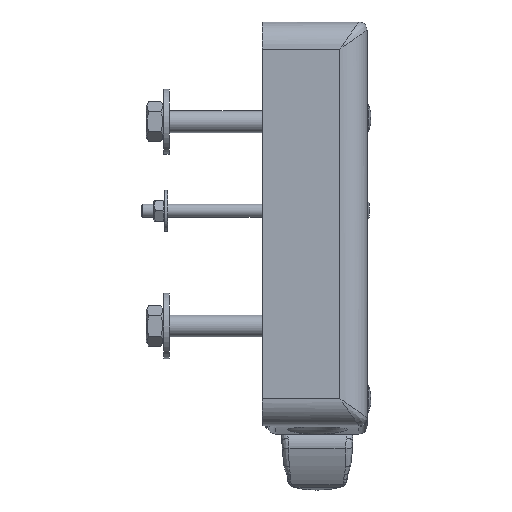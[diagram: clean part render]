
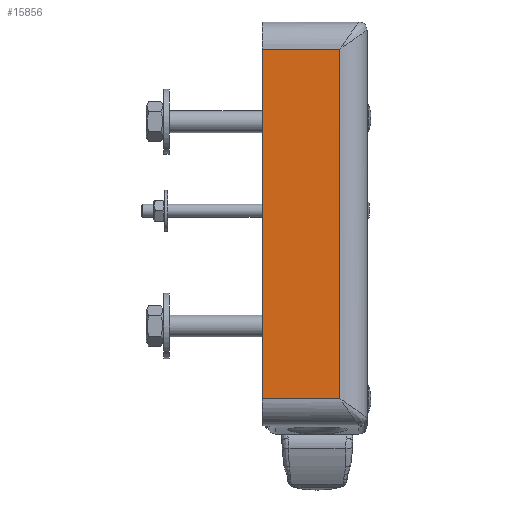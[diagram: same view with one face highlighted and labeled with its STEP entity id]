
A CAD part, front view. The second image highlights one B-rep face of the part: STEP entity #15856.
In plain terms, the highlighted planar face has unit normal (0, -1, 0).
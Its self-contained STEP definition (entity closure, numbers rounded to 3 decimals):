
#891=PLANE('',#16790);
#1385=FACE_OUTER_BOUND('',#2236,.T.);
#2236=EDGE_LOOP('',(#10695,#10696,#10697,#10698));
#3180=LINE('',#24116,#4187);
#3185=LINE('',#24208,#4192);
#3188=LINE('',#24214,#4195);
#3190=LINE('',#24217,#4197);
#4187=VECTOR('',#19009,10.);
#4192=VECTOR('',#19032,10.);
#4195=VECTOR('',#19041,10.);
#4197=VECTOR('',#19045,10.);
#6212=VERTEX_POINT('',#24113);
#6213=VERTEX_POINT('',#24115);
#6219=VERTEX_POINT('',#24164);
#6221=VERTEX_POINT('',#24204);
#7952=EDGE_CURVE('',#6212,#6213,#3180,.T.);
#7964=EDGE_CURVE('',#6219,#6221,#3185,.T.);
#7968=EDGE_CURVE('',#6221,#6213,#3188,.T.);
#7970=EDGE_CURVE('',#6212,#6219,#3190,.T.);
#10695=ORIENTED_EDGE('',*,*,#7964,.T.);
#10696=ORIENTED_EDGE('',*,*,#7968,.T.);
#10697=ORIENTED_EDGE('',*,*,#7952,.F.);
#10698=ORIENTED_EDGE('',*,*,#7970,.T.);
#15856=ADVANCED_FACE('',(#1385),#891,.F.);
#16790=AXIS2_PLACEMENT_3D('',#24218,#19046,#19047);
#19009=DIRECTION('',(0.,0.,1.));
#19032=DIRECTION('',(0.,0.,1.));
#19041=DIRECTION('',(-1.,0.,0.));
#19045=DIRECTION('',(1.,0.,0.));
#19046=DIRECTION('center_axis',(0.,1.,0.));
#19047=DIRECTION('ref_axis',(0.,0.,1.));
#24113=CARTESIAN_POINT('',(-20.25,-14.5,-60.175));
#24115=CARTESIAN_POINT('',(-20.25,-14.5,68.125));
#24116=CARTESIAN_POINT('',(-20.25,-14.5,78.125));
#24164=CARTESIAN_POINT('',(8.25,-14.5,-60.175));
#24204=CARTESIAN_POINT('',(8.25,-14.5,68.125));
#24208=CARTESIAN_POINT('',(8.25,-14.5,-33.1));
#24214=CARTESIAN_POINT('',(9.25,-14.5,68.125));
#24217=CARTESIAN_POINT('',(-8.75,-14.5,-60.175));
#24218=CARTESIAN_POINT('Origin',(0.25,-14.5,3.975));
